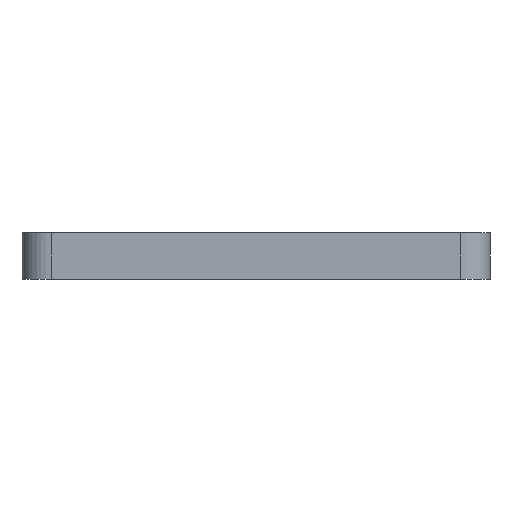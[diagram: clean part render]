
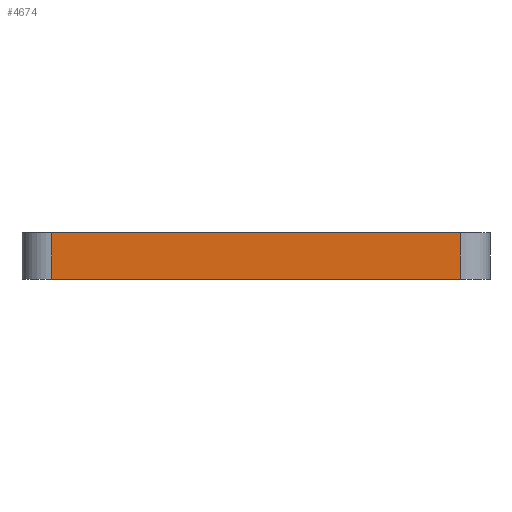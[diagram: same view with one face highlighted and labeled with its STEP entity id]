
A CAD part, left-side view. The second image highlights one B-rep face of the part: STEP entity #4674.
In plain terms, the highlighted planar face has unit normal (-1, 0, 0).
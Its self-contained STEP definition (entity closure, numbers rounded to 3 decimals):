
#2255 = PLANE('',#2256);
#2256 = AXIS2_PLACEMENT_3D('',#2257,#2258,#2259);
#2257 = CARTESIAN_POINT('',(152.4,-91.44,12.));
#2258 = DIRECTION('',(0.,0.,1.));
#2259 = DIRECTION('',(1.,0.,0.));
#3478 = VERTEX_POINT('',#3479);
#3479 = CARTESIAN_POINT('',(29.02,-27.94,12.));
#3498 = CYLINDRICAL_SURFACE('',#3499,9.08);
#3499 = AXIS2_PLACEMENT_3D('',#3500,#3501,#3502);
#3500 = CARTESIAN_POINT('',(38.1,-27.94,0.));
#3501 = DIRECTION('',(-0.,-0.,-1.));
#3502 = DIRECTION('',(1.,0.,0.));
#3510 = EDGE_CURVE('',#3511,#3478,#3513,.T.);
#3511 = VERTEX_POINT('',#3512);
#3512 = CARTESIAN_POINT('',(29.02,-154.94,12.));
#3513 = SURFACE_CURVE('',#3514,(#3518,#3525),.PCURVE_S1.);
#3514 = LINE('',#3515,#3516);
#3515 = CARTESIAN_POINT('',(29.02,-59.69,12.));
#3516 = VECTOR('',#3517,1.);
#3517 = DIRECTION('',(0.,1.,0.));
#3518 = PCURVE('',#2255,#3519);
#3519 = DEFINITIONAL_REPRESENTATION('',(#3520),#3524);
#3520 = LINE('',#3521,#3522);
#3521 = CARTESIAN_POINT('',(-123.38,31.75));
#3522 = VECTOR('',#3523,1.);
#3523 = DIRECTION('',(0.,1.));
#3524 = ( GEOMETRIC_REPRESENTATION_CONTEXT(2) 
PARAMETRIC_REPRESENTATION_CONTEXT() REPRESENTATION_CONTEXT('2D SPACE',''
  ) );
#3525 = PCURVE('',#3526,#3531);
#3526 = PLANE('',#3527);
#3527 = AXIS2_PLACEMENT_3D('',#3528,#3529,#3530);
#3528 = CARTESIAN_POINT('',(29.02,-27.94,0.));
#3529 = DIRECTION('',(1.,0.,0.));
#3530 = DIRECTION('',(0.,-1.,0.));
#3531 = DEFINITIONAL_REPRESENTATION('',(#3532),#3536);
#3532 = LINE('',#3533,#3534);
#3533 = CARTESIAN_POINT('',(31.75,-12.));
#3534 = VECTOR('',#3535,1.);
#3535 = DIRECTION('',(-1.,0.));
#3536 = ( GEOMETRIC_REPRESENTATION_CONTEXT(2) 
PARAMETRIC_REPRESENTATION_CONTEXT() REPRESENTATION_CONTEXT('2D SPACE',''
  ) );
#3559 = CYLINDRICAL_SURFACE('',#3560,9.08);
#3560 = AXIS2_PLACEMENT_3D('',#3561,#3562,#3563);
#3561 = CARTESIAN_POINT('',(38.1,-154.94,0.));
#3562 = DIRECTION('',(-0.,-0.,-1.));
#3563 = DIRECTION('',(1.,0.,0.));
#3936 = PLANE('',#3937);
#3937 = AXIS2_PLACEMENT_3D('',#3938,#3939,#3940);
#3938 = CARTESIAN_POINT('',(152.4,-91.44,-2.5));
#3939 = DIRECTION('',(0.,0.,1.));
#3940 = DIRECTION('',(1.,0.,0.));
#4625 = VERTEX_POINT('',#4626);
#4626 = CARTESIAN_POINT('',(29.02,-154.94,-2.5));
#4652 = EDGE_CURVE('',#4625,#3511,#4653,.T.);
#4653 = SURFACE_CURVE('',#4654,(#4658,#4665),.PCURVE_S1.);
#4654 = LINE('',#4655,#4656);
#4655 = CARTESIAN_POINT('',(29.02,-154.94,0.));
#4656 = VECTOR('',#4657,1.);
#4657 = DIRECTION('',(0.,0.,1.));
#4658 = PCURVE('',#3559,#4659);
#4659 = DEFINITIONAL_REPRESENTATION('',(#4660),#4664);
#4660 = LINE('',#4661,#4662);
#4661 = CARTESIAN_POINT('',(-3.142,0.));
#4662 = VECTOR('',#4663,1.);
#4663 = DIRECTION('',(-0.,-1.));
#4664 = ( GEOMETRIC_REPRESENTATION_CONTEXT(2) 
PARAMETRIC_REPRESENTATION_CONTEXT() REPRESENTATION_CONTEXT('2D SPACE',''
  ) );
#4665 = PCURVE('',#3526,#4666);
#4666 = DEFINITIONAL_REPRESENTATION('',(#4667),#4671);
#4667 = LINE('',#4668,#4669);
#4668 = CARTESIAN_POINT('',(127.,0.));
#4669 = VECTOR('',#4670,1.);
#4670 = DIRECTION('',(0.,-1.));
#4671 = ( GEOMETRIC_REPRESENTATION_CONTEXT(2) 
PARAMETRIC_REPRESENTATION_CONTEXT() REPRESENTATION_CONTEXT('2D SPACE',''
  ) );
#4674 = ADVANCED_FACE('',(#4675),#3526,.F.);
#4675 = FACE_BOUND('',#4676,.F.);
#4676 = EDGE_LOOP('',(#4677,#4700,#4721,#4722));
#4677 = ORIENTED_EDGE('',*,*,#4678,.F.);
#4678 = EDGE_CURVE('',#4679,#4625,#4681,.T.);
#4679 = VERTEX_POINT('',#4680);
#4680 = CARTESIAN_POINT('',(29.02,-27.94,-2.5));
#4681 = SURFACE_CURVE('',#4682,(#4686,#4693),.PCURVE_S1.);
#4682 = LINE('',#4683,#4684);
#4683 = CARTESIAN_POINT('',(29.02,-59.69,-2.5));
#4684 = VECTOR('',#4685,1.);
#4685 = DIRECTION('',(0.,-1.,0.));
#4686 = PCURVE('',#3526,#4687);
#4687 = DEFINITIONAL_REPRESENTATION('',(#4688),#4692);
#4688 = LINE('',#4689,#4690);
#4689 = CARTESIAN_POINT('',(31.75,2.5));
#4690 = VECTOR('',#4691,1.);
#4691 = DIRECTION('',(1.,0.));
#4692 = ( GEOMETRIC_REPRESENTATION_CONTEXT(2) 
PARAMETRIC_REPRESENTATION_CONTEXT() REPRESENTATION_CONTEXT('2D SPACE',''
  ) );
#4693 = PCURVE('',#3936,#4694);
#4694 = DEFINITIONAL_REPRESENTATION('',(#4695),#4699);
#4695 = LINE('',#4696,#4697);
#4696 = CARTESIAN_POINT('',(-123.38,31.75));
#4697 = VECTOR('',#4698,1.);
#4698 = DIRECTION('',(0.,-1.));
#4699 = ( GEOMETRIC_REPRESENTATION_CONTEXT(2) 
PARAMETRIC_REPRESENTATION_CONTEXT() REPRESENTATION_CONTEXT('2D SPACE',''
  ) );
#4700 = ORIENTED_EDGE('',*,*,#4701,.T.);
#4701 = EDGE_CURVE('',#4679,#3478,#4702,.T.);
#4702 = SURFACE_CURVE('',#4703,(#4707,#4714),.PCURVE_S1.);
#4703 = LINE('',#4704,#4705);
#4704 = CARTESIAN_POINT('',(29.02,-27.94,0.));
#4705 = VECTOR('',#4706,1.);
#4706 = DIRECTION('',(0.,0.,1.));
#4707 = PCURVE('',#3526,#4708);
#4708 = DEFINITIONAL_REPRESENTATION('',(#4709),#4713);
#4709 = LINE('',#4710,#4711);
#4710 = CARTESIAN_POINT('',(0.,0.));
#4711 = VECTOR('',#4712,1.);
#4712 = DIRECTION('',(0.,-1.));
#4713 = ( GEOMETRIC_REPRESENTATION_CONTEXT(2) 
PARAMETRIC_REPRESENTATION_CONTEXT() REPRESENTATION_CONTEXT('2D SPACE',''
  ) );
#4714 = PCURVE('',#3498,#4715);
#4715 = DEFINITIONAL_REPRESENTATION('',(#4716),#4720);
#4716 = LINE('',#4717,#4718);
#4717 = CARTESIAN_POINT('',(-3.142,0.));
#4718 = VECTOR('',#4719,1.);
#4719 = DIRECTION('',(-0.,-1.));
#4720 = ( GEOMETRIC_REPRESENTATION_CONTEXT(2) 
PARAMETRIC_REPRESENTATION_CONTEXT() REPRESENTATION_CONTEXT('2D SPACE',''
  ) );
#4721 = ORIENTED_EDGE('',*,*,#3510,.F.);
#4722 = ORIENTED_EDGE('',*,*,#4652,.F.);
